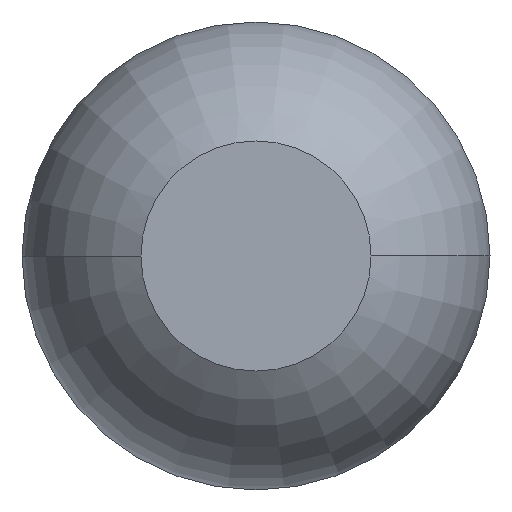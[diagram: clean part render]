
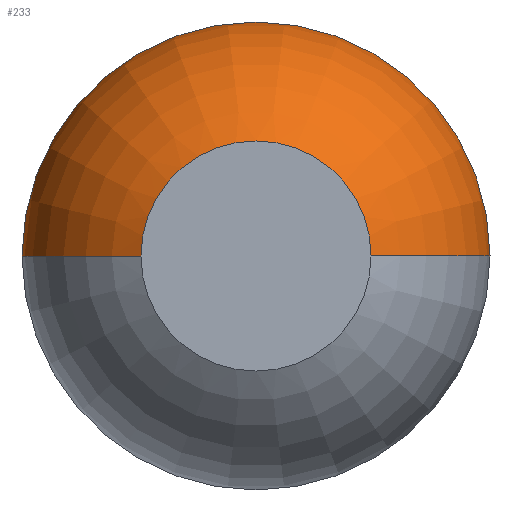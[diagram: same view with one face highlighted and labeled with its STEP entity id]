
A CAD part, front view. The second image highlights one B-rep face of the part: STEP entity #233.
In plain terms, the highlighted toroidal (fillet/blend) face has major radius 0.005 mm and minor radius 0.3 mm.
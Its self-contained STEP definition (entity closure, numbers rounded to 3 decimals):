
#47 = AXIS2_PLACEMENT_3D ( 'NONE', #2615, #976, #161 ) ;
#68 = CIRCLE ( 'NONE', #370, 0.3 ) ;
#79 = CIRCLE ( 'NONE', #1305, 0.15 ) ;
#116 = AXIS2_PLACEMENT_3D ( 'NONE', #1884, #1669, #602 ) ;
#161 = DIRECTION ( 'NONE',  ( 1., 0., 0. ) ) ;
#233 = ADVANCED_FACE ( 'Defeature ausgef�hrt1_2', ( #3509 ), #1256, .T. ) ;
#370 = AXIS2_PLACEMENT_3D ( 'NONE', #537, #2696, #2440 ) ;
#450 = DIRECTION ( 'NONE',  ( 0., 1., 0. ) ) ;
#460 = DIRECTION ( 'NONE',  ( 0., 1., 0. ) ) ;
#493 = AXIS2_PLACEMENT_3D ( 'NONE', #2669, #460, #2130 ) ;
#537 = CARTESIAN_POINT ( 'NONE',  ( -0.005, -28.737, 0. ) ) ;
#569 = EDGE_CURVE ( 'NONE', #3124, #2133, #1602, .T. ) ;
#602 = DIRECTION ( 'NONE',  ( -1., 0., 0. ) ) ;
#638 = ORIENTED_EDGE ( 'NONE', *, *, #569, .T. ) ;
#722 = DIRECTION ( 'NONE',  ( -1., 0., 0. ) ) ;
#726 = ORIENTED_EDGE ( 'NONE', *, *, #2835, .T. ) ;
#862 = CARTESIAN_POINT ( 'NONE',  ( 0.15, -29., 0. ) ) ;
#921 = CARTESIAN_POINT ( 'NONE',  ( -0.15, -29., 0. ) ) ;
#976 = DIRECTION ( 'NONE',  ( 0., 0., 1. ) ) ;
#1231 = VERTEX_POINT ( 'NONE', #2176 ) ;
#1256 = TOROIDAL_SURFACE ( 'NONE', #493, 0.005, 0.3 ) ;
#1263 = CARTESIAN_POINT ( 'NONE',  ( 0.305, -28.737, 0. ) ) ;
#1305 = AXIS2_PLACEMENT_3D ( 'NONE', #2903, #450, #722 ) ;
#1426 = VERTEX_POINT ( 'NONE', #921 ) ;
#1478 = CIRCLE ( 'NONE', #116, 0.305 ) ;
#1602 = CIRCLE ( 'NONE', #47, 0.3 ) ;
#1669 = DIRECTION ( 'NONE',  ( 0., 1., 0. ) ) ;
#1672 = EDGE_CURVE ( 'NONE', #1426, #1231, #68, .T. ) ;
#1780 = EDGE_CURVE ( 'Defeature ausgef�hrt1_1+Defeature ausgef�hrt1_2+Defeature ausgef�hrt1_2+Defeature ausgef�hrt1_2', #1231, #2133, #1478, .T. ) ;
#1880 = EDGE_LOOP ( 'NONE', ( #726, #638, #2425, #2481 ) ) ;
#1884 = CARTESIAN_POINT ( 'NONE',  ( 0., -28.737, 0. ) ) ;
#2130 = DIRECTION ( 'NONE',  ( -1., 0., 0. ) ) ;
#2133 = VERTEX_POINT ( 'NONE', #1263 ) ;
#2176 = CARTESIAN_POINT ( 'NONE',  ( -0.305, -28.737, 0. ) ) ;
#2425 = ORIENTED_EDGE ( 'NONE', *, *, #1780, .F. ) ;
#2440 = DIRECTION ( 'NONE',  ( -1., 0., 0. ) ) ;
#2481 = ORIENTED_EDGE ( 'NONE', *, *, #1672, .F. ) ;
#2615 = CARTESIAN_POINT ( 'NONE',  ( 0.005, -28.737, 0. ) ) ;
#2669 = CARTESIAN_POINT ( 'NONE',  ( 0., -28.737, 0. ) ) ;
#2696 = DIRECTION ( 'NONE',  ( 0., 0., -1. ) ) ;
#2835 = EDGE_CURVE ( 'Defeature ausgef�hrt1_2+Defeature ausgef�hrt1_3+Defeature ausgef�hrt1_3+Defeature ausgef�hrt1_3', #1426, #3124, #79, .T. ) ;
#2903 = CARTESIAN_POINT ( 'NONE',  ( 0., -29., 0. ) ) ;
#3124 = VERTEX_POINT ( 'NONE', #862 ) ;
#3509 = FACE_OUTER_BOUND ( 'NONE', #1880, .T. ) ;
